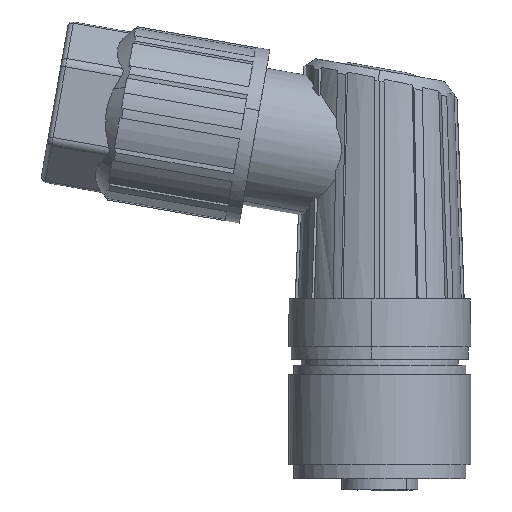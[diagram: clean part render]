
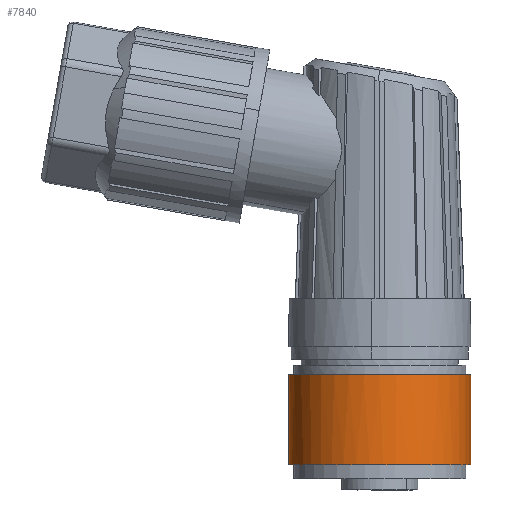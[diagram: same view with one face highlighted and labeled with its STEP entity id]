
A CAD part, left-side view. The second image highlights one B-rep face of the part: STEP entity #7840.
In plain terms, the highlighted cylindrical face has radius 9.5 mm (diameter 19 mm), a partial arc.
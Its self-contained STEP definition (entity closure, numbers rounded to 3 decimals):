
#7813=AXIS2_PLACEMENT_3D('Cylinder Axis2P3D',#7810,#7811,#7812) ;
#7824=AXIS2_PLACEMENT_3D('Circle Axis2P3D',#7822,#7823,$) ;
#7689=CARTESIAN_POINT('Control Point',(9.5,0.,2.65)) ;
#7690=CARTESIAN_POINT('Control Point',(8.594,0.,2.65)) ;
#7691=CARTESIAN_POINT('Control Point',(7.688,0.108,2.65)) ;
#7692=CARTESIAN_POINT('Control Point',(6.799,0.324,2.65)) ;
#7693=CARTESIAN_POINT('Control Point',(5.09,0.964,2.65)) ;
#7694=CARTESIAN_POINT('Control Point',(3.58,1.987,2.65)) ;
#7695=CARTESIAN_POINT('Control Point',(2.889,2.587,2.65)) ;
#7696=CARTESIAN_POINT('Control Point',(1.664,3.94,2.65)) ;
#7697=CARTESIAN_POINT('Control Point',(0.792,5.543,2.65)) ;
#7698=CARTESIAN_POINT('Control Point',(0.454,6.392,2.65)) ;
#7699=CARTESIAN_POINT('Control Point',(-0.014,8.156,2.65)) ;
#7700=CARTESIAN_POINT('Control Point',(-0.053,9.981,2.65)) ;
#7701=CARTESIAN_POINT('Control Point',(0.037,10.891,2.65)) ;
#7702=CARTESIAN_POINT('Control Point',(0.431,12.673,2.65)) ;
#7703=CARTESIAN_POINT('Control Point',(1.233,14.312,2.65)) ;
#7704=CARTESIAN_POINT('Control Point',(1.731,15.079,2.65)) ;
#7705=CARTESIAN_POINT('Control Point',(2.899,16.481,2.65)) ;
#7706=CARTESIAN_POINT('Control Point',(4.364,17.569,2.65)) ;
#7707=CARTESIAN_POINT('Control Point',(5.158,18.023,2.65)) ;
#7708=CARTESIAN_POINT('Control Point',(6.493,18.586,2.65)) ;
#7709=CARTESIAN_POINT('Control Point',(7.904,18.888,2.65)) ;
#7710=CARTESIAN_POINT('Control Point',(8.434,18.963,2.65)) ;
#7711=CARTESIAN_POINT('Control Point',(8.967,19.,2.65)) ;
#7712=CARTESIAN_POINT('Control Point',(9.5,19.,2.65)) ;
#7713=CARTESIAN_POINT('Vertex',(9.5,0.,2.65)) ;
#7715=CARTESIAN_POINT('Vertex',(9.5,19.,2.65)) ;
#7810=CARTESIAN_POINT('Axis2P3D Location',(9.5,9.5,3.15)) ;
#7815=CARTESIAN_POINT('Line Origine',(9.5,0.,3.15)) ;
#7819=CARTESIAN_POINT('Vertex',(9.5,0.,12.05)) ;
#7822=CARTESIAN_POINT('Axis2P3D Location',(9.5,9.5,12.05)) ;
#7826=CARTESIAN_POINT('Vertex',(9.5,19.,12.05)) ;
#7829=CARTESIAN_POINT('Line Origine',(9.5,19.,3.15)) ;
#7811=DIRECTION('Axis2P3D Direction',(0.,0.,-1.)) ;
#7812=DIRECTION('Axis2P3D XDirection',(0.,-1.,0.)) ;
#7816=DIRECTION('Vector Direction',(0.,0.,-1.)) ;
#7823=DIRECTION('Axis2P3D Direction',(0.,0.,-1.)) ;
#7830=DIRECTION('Vector Direction',(0.,0.,-1.)) ;
#7817=VECTOR('Line Direction',#7816,1.) ;
#7831=VECTOR('Line Direction',#7830,1.) ;
#7835=ORIENTED_EDGE('',*,*,#7821,.T.) ;
#7836=ORIENTED_EDGE('',*,*,#7828,.T.) ;
#7837=ORIENTED_EDGE('',*,*,#7833,.F.) ;
#7838=ORIENTED_EDGE('',*,*,#7717,.F.) ;
#7840=ADVANCED_FACE('Volumenk\X2\00F6\X0\rper2',(#7839),#7814,.T.) ;
#7688=B_SPLINE_CURVE_WITH_KNOTS('',5,(#7689,#7690,#7691,#7692,#7693,#7694,#7695,#7696,#7697,#7698,#7699,#7700,#7701,#7702,#7703,#7704,#7705,#7706,#7707,#7708,#7709,#7710,#7711,#7712),.UNSPECIFIED.,.F.,.U.,(6,3,3,3,3,3,3,6),(0.,6.406,12.812,19.219,25.625,32.031,38.437,42.207),.UNSPECIFIED.) ;
#7825=CIRCLE('generated circle',#7824,9.5) ;
#7814=CYLINDRICAL_SURFACE('generated cylinder',#7813,9.5) ;
#7717=EDGE_CURVE('',#7714,#7716,#7688,.T.) ;
#7821=EDGE_CURVE('',#7714,#7820,#7818,.F.) ;
#7828=EDGE_CURVE('',#7820,#7827,#7825,.T.) ;
#7833=EDGE_CURVE('',#7716,#7827,#7832,.F.) ;
#7834=EDGE_LOOP('',(#7835,#7836,#7837,#7838)) ;
#7839=FACE_OUTER_BOUND('',#7834,.T.) ;
#7818=LINE('Line',#7815,#7817) ;
#7832=LINE('Line',#7829,#7831) ;
#7714=VERTEX_POINT('',#7713) ;
#7716=VERTEX_POINT('',#7715) ;
#7820=VERTEX_POINT('',#7819) ;
#7827=VERTEX_POINT('',#7826) ;
